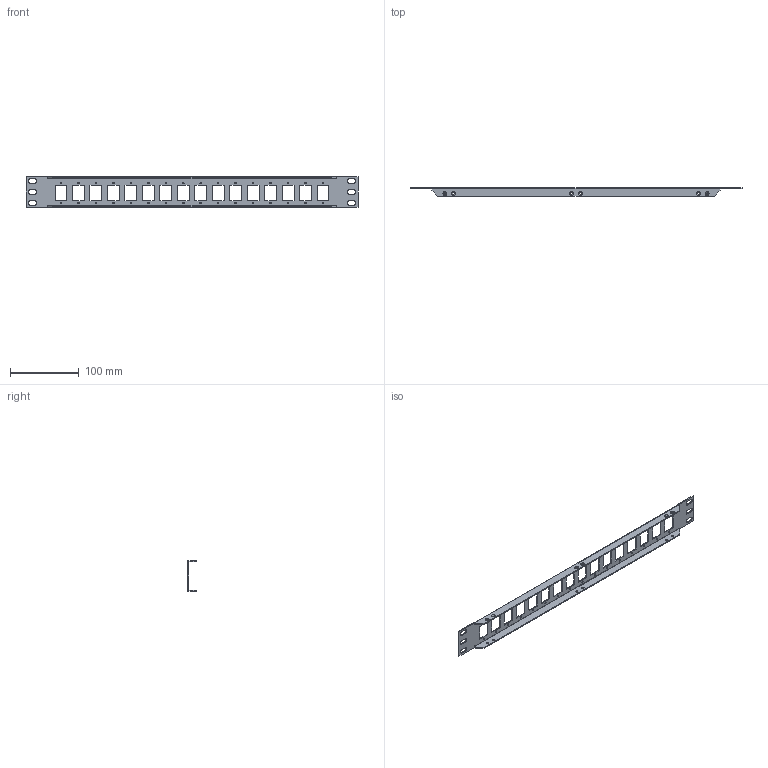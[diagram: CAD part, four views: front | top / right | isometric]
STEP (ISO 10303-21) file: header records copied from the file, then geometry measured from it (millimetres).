
FILE_DESCRIPTION (( 'STEP AP203' ), '1' );
FILE_NAME ('PR175F504B.STEP', '2014-10-15T19:41:51', ( 'x' ), ( '' ), 'SwSTEP 2.0', 'SolidWorks 2014', '' );
FILE_SCHEMA (( 'CONFIG_CONTROL_DESIGN' ));
Length unit declared in the file: inch
Products named in the file (1): PR175F504B
Bounding box: 482.6 x 12.7 x 43.94 mm (x, y, z)
Volume: 35104.6 mm3; surface area: 50670.6 mm2
Topology: 1 solids, 1 shells, 652 faces, 1805 edges, 1198 vertices
Faces by surface type: plane 350, bspline 198, cylinder 80, cone 24
Entity records: 28520 total; most frequent: CARTESIAN_POINT 12670, ORIENTED_EDGE 3610, DIRECTION 2527, EDGE_CURVE 1805, VECTOR 1201, LINE 1201, VERTEX_POINT 1198, EDGE_LOOP 827
